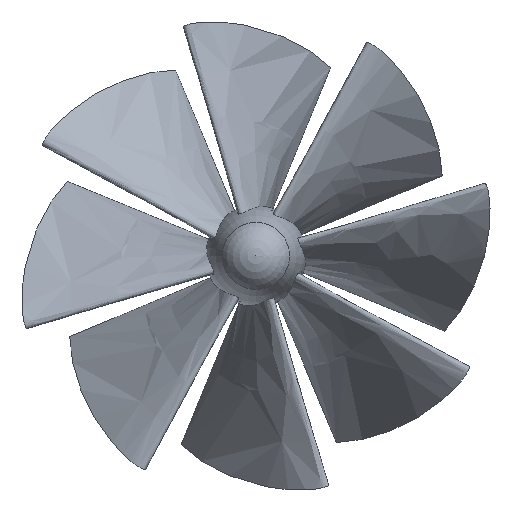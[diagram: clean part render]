
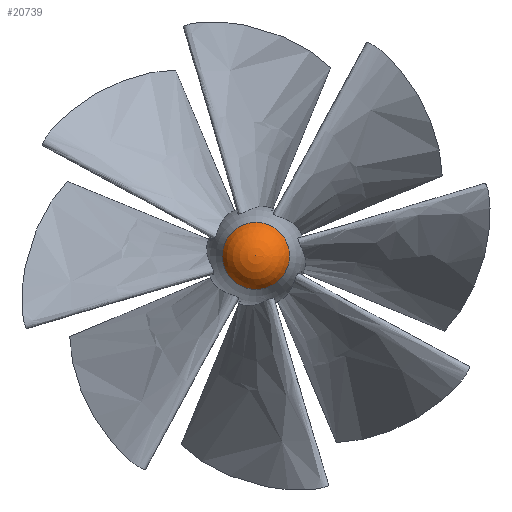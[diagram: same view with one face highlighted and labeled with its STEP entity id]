
A CAD part, top view. The second image highlights one B-rep face of the part: STEP entity #20739.
In plain terms, the highlighted spherical face has radius 5.842 mm.
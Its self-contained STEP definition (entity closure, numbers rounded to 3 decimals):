
#365 = SURFACE_OF_REVOLUTION('',#366,#371);
#366 = CIRCLE('',#367,30.83);
#367 = AXIS2_PLACEMENT_3D('',#368,#369,#370);
#368 = CARTESIAN_POINT('',(-22.83,0.,
    10.));
#369 = DIRECTION('',(0.,-1.,0.));
#370 = DIRECTION('',(1.,0.,0.));
#371 = AXIS1_PLACEMENT('',#372,#373);
#372 = CARTESIAN_POINT('',(0.,0.,0.));
#373 = DIRECTION('',(0.,0.,1.));
#12998 = VERTEX_POINT('',#12999);
#12999 = CARTESIAN_POINT('',(5.338,0.,
    22.533));
#13021 = EDGE_CURVE('',#12998,#12998,#13022,.T.);
#13022 = SURFACE_CURVE('',#13023,(#13028,#13035),.PCURVE_S1.);
#13023 = CIRCLE('',#13024,5.338);
#13024 = AXIS2_PLACEMENT_3D('',#13025,#13026,#13027);
#13025 = CARTESIAN_POINT('',(0.,0.,22.533));
#13026 = DIRECTION('',(0.,0.,1.));
#13027 = DIRECTION('',(1.,0.,0.));
#13028 = PCURVE('',#365,#13029);
#13029 = DEFINITIONAL_REPRESENTATION('',(#13030),#13034);
#13030 = LINE('',#13031,#13032);
#13031 = CARTESIAN_POINT('',(0.,6.702));
#13032 = VECTOR('',#13033,1.);
#13033 = DIRECTION('',(1.,0.));
#13034 = ( GEOMETRIC_REPRESENTATION_CONTEXT(2) 
PARAMETRIC_REPRESENTATION_CONTEXT() REPRESENTATION_CONTEXT('2D SPACE',''
  ) );
#13035 = PCURVE('',#13036,#13041);
#13036 = SPHERICAL_SURFACE('',#13037,5.842);
#13037 = AXIS2_PLACEMENT_3D('',#13038,#13039,#13040);
#13038 = CARTESIAN_POINT('',(0.,0.,
    20.158));
#13039 = DIRECTION('',(0.,0.,1.));
#13040 = DIRECTION('',(1.,0.,0.));
#13041 = DEFINITIONAL_REPRESENTATION('',(#13042),#13046);
#13042 = LINE('',#13043,#13044);
#13043 = CARTESIAN_POINT('',(0.,0.419));
#13044 = VECTOR('',#13045,1.);
#13045 = DIRECTION('',(1.,0.));
#13046 = ( GEOMETRIC_REPRESENTATION_CONTEXT(2) 
PARAMETRIC_REPRESENTATION_CONTEXT() REPRESENTATION_CONTEXT('2D SPACE',''
  ) );
#20739 = ADVANCED_FACE('',(#20740),#13036,.T.);
#20740 = FACE_BOUND('',#20741,.T.);
#20741 = EDGE_LOOP('',(#20742,#20743,#20767));
#20742 = ORIENTED_EDGE('',*,*,#13021,.T.);
#20743 = ORIENTED_EDGE('',*,*,#20744,.T.);
#20744 = EDGE_CURVE('',#12998,#20745,#20747,.T.);
#20745 = VERTEX_POINT('',#20746);
#20746 = CARTESIAN_POINT('',(0.,0.,26.)
  );
#20747 = SEAM_CURVE('',#20748,(#20753,#20760),.PCURVE_S1.);
#20748 = CIRCLE('',#20749,5.842);
#20749 = AXIS2_PLACEMENT_3D('',#20750,#20751,#20752);
#20750 = CARTESIAN_POINT('',(0.,0.,
    20.158));
#20751 = DIRECTION('',(0.,-1.,0.));
#20752 = DIRECTION('',(1.,0.,0.));
#20753 = PCURVE('',#13036,#20754);
#20754 = DEFINITIONAL_REPRESENTATION('',(#20755),#20759);
#20755 = LINE('',#20756,#20757);
#20756 = CARTESIAN_POINT('',(0.,0.));
#20757 = VECTOR('',#20758,1.);
#20758 = DIRECTION('',(0.,1.));
#20759 = ( GEOMETRIC_REPRESENTATION_CONTEXT(2) 
PARAMETRIC_REPRESENTATION_CONTEXT() REPRESENTATION_CONTEXT('2D SPACE',''
  ) );
#20760 = PCURVE('',#13036,#20761);
#20761 = DEFINITIONAL_REPRESENTATION('',(#20762),#20766);
#20762 = LINE('',#20763,#20764);
#20763 = CARTESIAN_POINT('',(6.283,0.));
#20764 = VECTOR('',#20765,1.);
#20765 = DIRECTION('',(0.,1.));
#20766 = ( GEOMETRIC_REPRESENTATION_CONTEXT(2) 
PARAMETRIC_REPRESENTATION_CONTEXT() REPRESENTATION_CONTEXT('2D SPACE',''
  ) );
#20767 = ORIENTED_EDGE('',*,*,#20744,.F.);
